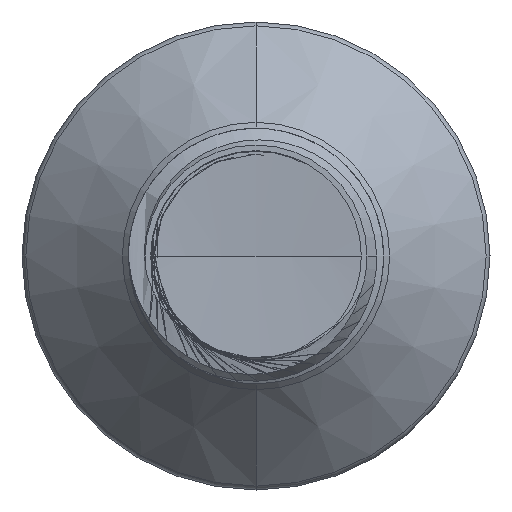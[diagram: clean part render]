
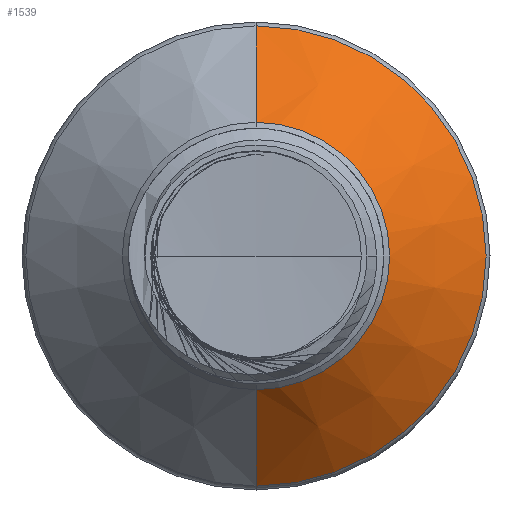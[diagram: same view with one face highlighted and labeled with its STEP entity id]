
A CAD part, front view. The second image highlights one B-rep face of the part: STEP entity #1539.
In plain terms, the highlighted conical face has half-angle 45 degrees and reference radius 1.571 mm.
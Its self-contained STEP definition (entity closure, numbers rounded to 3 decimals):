
#42 = DIRECTION ( 'NONE',  ( 0., 0., 1. ) ) ;
#97 = DIRECTION ( 'NONE',  ( 0., 1., 0. ) ) ;
#103 = CARTESIAN_POINT ( 'NONE',  ( 0., 27.927, 0. ) ) ;
#1539 = ADVANCED_FACE ( 'NONE', ( #26544 ), #41876, .T. ) ;
#1674 = VERTEX_POINT ( 'NONE', #3962 ) ;
#3962 = CARTESIAN_POINT ( 'NONE',  ( 0., 27.927, 2.704 ) ) ;
#4015 = DIRECTION ( 'NONE',  ( 0., 0., 1. ) ) ;
#4069 = CARTESIAN_POINT ( 'NONE',  ( 0., 26.793, 0. ) ) ;
#4926 = DIRECTION ( 'NONE',  ( 0., 1., 0. ) ) ;
#4957 = ORIENTED_EDGE ( 'NONE', *, *, #13792, .F. ) ;
#5831 = EDGE_CURVE ( 'NONE', #36476, #34398, #39481, .T. ) ;
#5896 = ORIENTED_EDGE ( 'NONE', *, *, #34242, .T. ) ;
#6263 = CARTESIAN_POINT ( 'NONE',  ( 0., 26.793, 1.571 ) ) ;
#6285 = AXIS2_PLACEMENT_3D ( 'NONE', #15763, #38179, #19102 ) ;
#10059 = EDGE_LOOP ( 'NONE', ( #5896, #25346, #17829, #4957 ) ) ;
#10934 = EDGE_CURVE ( 'NONE', #1674, #34398, #12809, .T. ) ;
#12809 = CIRCLE ( 'NONE', #18370, 2.704 ) ;
#13792 = EDGE_CURVE ( 'NONE', #41258, #1674, #34663, .T. ) ;
#15763 = CARTESIAN_POINT ( 'NONE',  ( 0., 26.793, 0. ) ) ;
#17829 = ORIENTED_EDGE ( 'NONE', *, *, #10934, .F. ) ;
#18067 = CIRCLE ( 'NONE', #6285, 1.571 ) ;
#18370 = AXIS2_PLACEMENT_3D ( 'NONE', #103, #97, #42 ) ;
#19102 = DIRECTION ( 'NONE',  ( 0., 0., 1. ) ) ;
#25346 = ORIENTED_EDGE ( 'NONE', *, *, #5831, .T. ) ;
#26544 = FACE_OUTER_BOUND ( 'NONE', #10059, .T. ) ;
#29221 = CARTESIAN_POINT ( 'NONE',  ( 0., 27.927, -2.704 ) ) ;
#33694 = VECTOR ( 'NONE', #35930, 1000. ) ;
#33875 = CARTESIAN_POINT ( 'NONE',  ( 0., 26.793, 1.571 ) ) ;
#34242 = EDGE_CURVE ( 'NONE', #41258, #36476, #18067, .T. ) ;
#34398 = VERTEX_POINT ( 'NONE', #29221 ) ;
#34663 = LINE ( 'NONE', #6263, #33694 ) ;
#35930 = DIRECTION ( 'NONE',  ( 0., 0.707, 0.707 ) ) ;
#36476 = VERTEX_POINT ( 'NONE', #40860 ) ;
#37315 = AXIS2_PLACEMENT_3D ( 'NONE', #4069, #4926, #4015 ) ;
#37614 = VECTOR ( 'NONE', #41642, 1000. ) ;
#38179 = DIRECTION ( 'NONE',  ( 0., 1., 0. ) ) ;
#39481 = LINE ( 'NONE', #41795, #37614 ) ;
#40860 = CARTESIAN_POINT ( 'NONE',  ( 0., 26.793, -1.571 ) ) ;
#41258 = VERTEX_POINT ( 'NONE', #33875 ) ;
#41642 = DIRECTION ( 'NONE',  ( 0., 0.707, -0.707 ) ) ;
#41795 = CARTESIAN_POINT ( 'NONE',  ( 0., 26.793, -1.571 ) ) ;
#41876 = CONICAL_SURFACE ( 'NONE', #37315, 1.571, 0.785 ) ;
